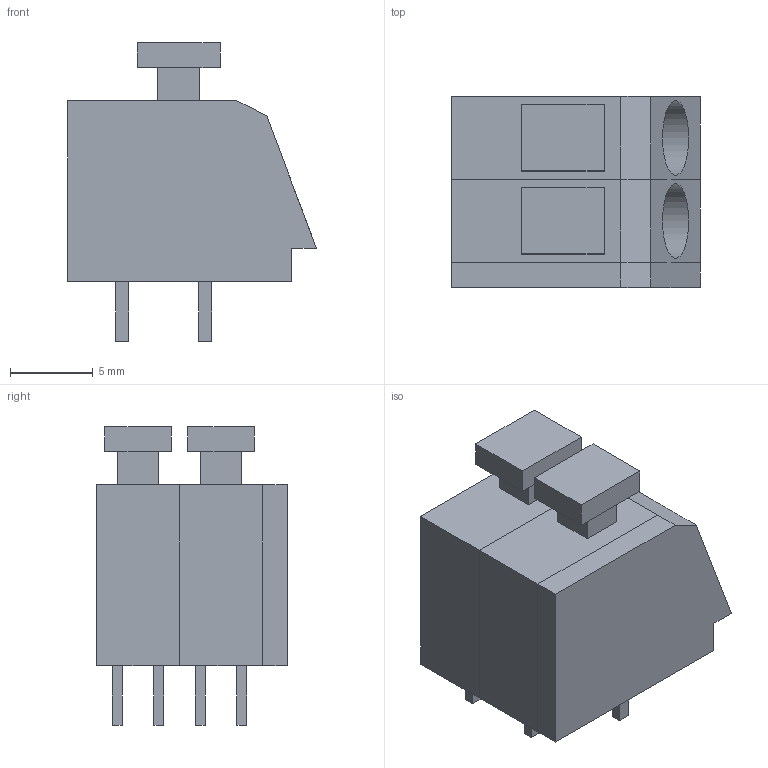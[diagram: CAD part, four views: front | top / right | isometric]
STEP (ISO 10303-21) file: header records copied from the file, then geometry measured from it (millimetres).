
FILE_DESCRIPTION(/* description */ (''),/* implementation_level */ '2;1');
FILE_NAME(/* name */ 'KF202-5.0-2P v1.step',/* time_stamp */ '2022-05-29T14:08:01-06:00',/* author */ (''),/* organization */ (''),/* preprocessor_version */ 'ST-DEVELOPER v19',/* originating_system */ 'Autodesk Translation Framework v11.7.0.108',/* authorisation */ '');
FILE_SCHEMA (('AUTOMOTIVE_DESIGN { 1 0 10303 214 3 1 1 }'));
Length unit declared in the file: millimetre
Products named in the file (3): KF202-5.0-2P; TerminalBlock; End Cap
Assembly tree (3 placements, depth 2):
  KF202-5.0-2P
    TerminalBlock  x2
    End Cap
Bounding box: 15 x 11.5 x 18 mm (x, y, z)
Volume: 1473 mm3; surface area: 1902.1 mm2
Topology: 9 solids, 9 shells, 77 faces, 165 edges, 110 vertices
Faces by surface type: plane 75, cylinder 2
Full cylindrical faces by diameter (mm): 4.5 x2
Entity records: 1260 total; most frequent: CARTESIAN_POINT 204, DIRECTION 193, ORIENTED_EDGE 186, EDGE_CURVE 93, LINE 91, VECTOR 91, VERTEX_POINT 62, AXIS2_PLACEMENT_3D 51
